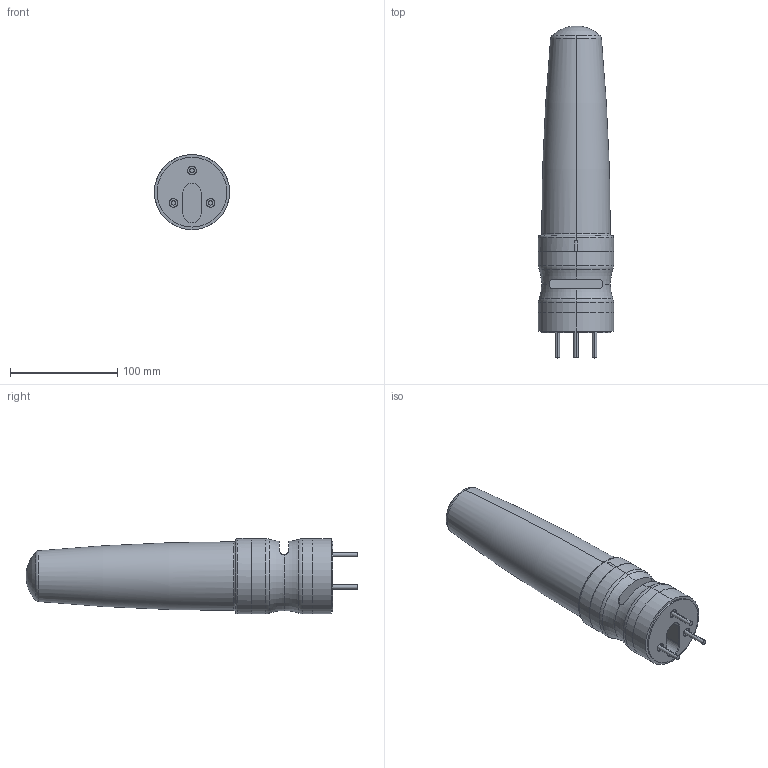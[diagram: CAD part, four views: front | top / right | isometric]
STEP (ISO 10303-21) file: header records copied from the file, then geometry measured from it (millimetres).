
FILE_DESCRIPTION (( 'STEP AP214' ), '1' );
FILE_NAME ('LS7-302DBWC-RYGNN.step', '2016-10-25T15:58:42', ( '' ), ( '' ), 'SwSTEP 2.0', 'SolidWorks 2016', '' );
FILE_SCHEMA (( 'AUTOMOTIVE_DESIGN' ));
Length unit declared in the file: millimetre
Products named in the file (1): LS7-302DBWC-RYGNN
Bounding box: 70 x 309 x 70.29 mm (x, y, z)
Volume: 595852.6 mm3; surface area: 148746.5 mm2
Topology: 8 solids, 8 shells, 101 faces, 225 edges, 143 vertices
Faces by surface type: cylinder 45, plane 32, torus 22, sphere 2
Entity records: 2978 total; most frequent: DIRECTION 553, CARTESIAN_POINT 534, ORIENTED_EDGE 438, AXIS2_PLACEMENT_3D 240, EDGE_CURVE 219, VERTEX_POINT 139, CIRCLE 138, EDGE_LOOP 116
